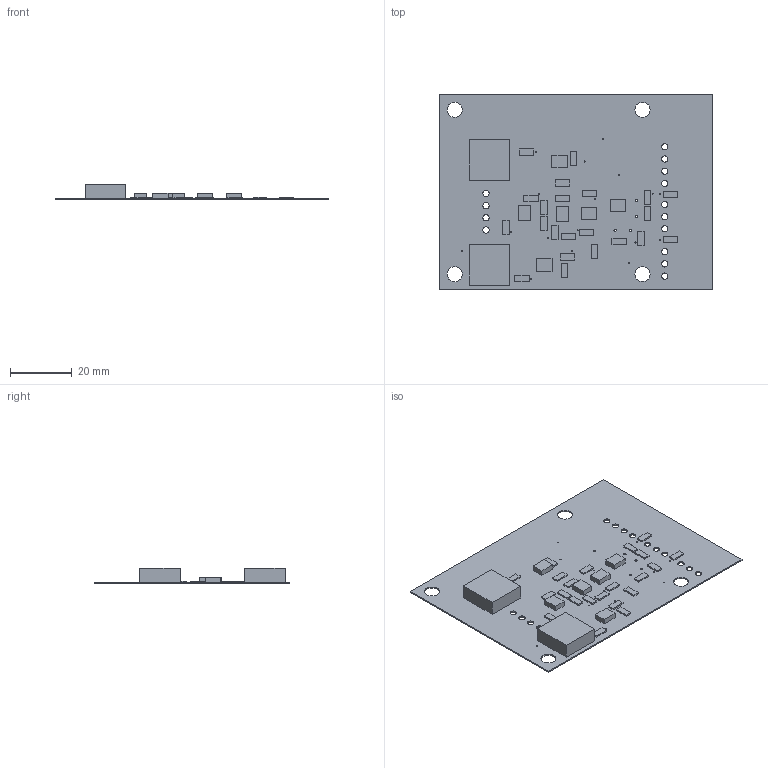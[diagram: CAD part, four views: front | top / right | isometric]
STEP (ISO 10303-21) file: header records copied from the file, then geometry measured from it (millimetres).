
FILE_DESCRIPTION(('Open CASCADE Model'),'2;1');
FILE_NAME('Open CASCADE Shape Model','2011-10-26T08:34:45',('Author'),( 'Open CASCADE'),'Open CASCADE STEP processor 6.2','Open CASCADE 6.2' ,'Unknown');
FILE_SCHEMA(('AUTOMOTIVE_DESIGN { 1 0 10303 214 1 1 1 1 }'));
Length unit declared in the file: millimetre
Products named in the file (42): PCB; Board; C1; 554880704; Extruded; C2; L1; 554881472; L2; Q1; 554881088; Q3; Q4; 554881216; Q5; Q2; Q6; R13; R8; 554880960; R1; R3; R10; R14; R5; R7; R11; R12; R9; R20; R17; R18; R2; R6; R4; R15; R19; R16
Assembly tree (66 placements, depth 4):
  PCB
    Board
    C1
      554880704
        Extruded
    C2
      554880704
        Extruded
    L1
      554881472
        Extruded
    L2
      554881472
        Extruded
    Q1
      554881088
        Extruded
    Q3
      554881088
        Extruded
    Q4
      554881216
        Extruded
    Q5
      554881216
        Extruded
    Q2
      554881216
        Extruded
    Q6
      554881216
        Extruded
    R13
      554880704
        Extruded
    R8
      554880960
        Extruded
    R1
      554880960
        Extruded
    R3
      554880960
        Extruded
    R10
      554880704
        Extruded
    R14
      554880960
        Extruded
    R5
      554880960
        Extruded
    R7
      554880704
        Extruded
    R11
      554880960
        Extruded
    R12
Bounding box: 88.9 x 63.5 x 5.12 mm (x, y, z)
Volume: 4233.7 mm3; surface area: 13407.4 mm2
Topology: 31 solids, 31 shells, 225 faces, 489 edges, 326 vertices
Faces by surface type: plane 186, cylinder 39
Full cylindrical faces by diameter (mm): 0.356 x17, 0.737 x4, 2.032 x14, 4.902 x4
Entity records: 5894 total; most frequent: DIRECTION 929, CARTESIAN_POINT 835, LINE 411, VECTOR 411, ORIENTED_EDGE 378, PCURVE 378, DEFINITIONAL_REPRESENTATION 378, AXIS2_PLACEMENT_3D 220
